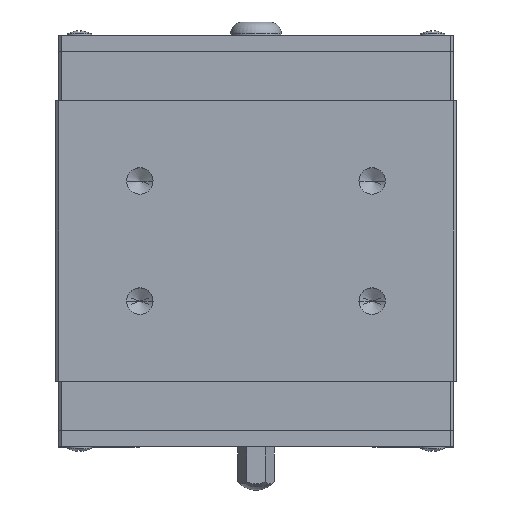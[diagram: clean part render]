
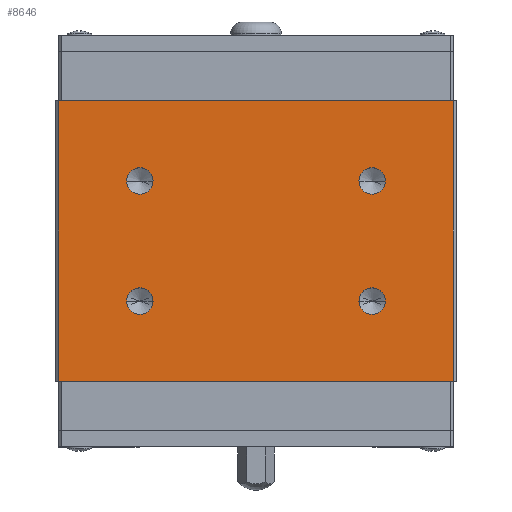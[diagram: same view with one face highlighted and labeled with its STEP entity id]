
A CAD part, top view. The second image highlights one B-rep face of the part: STEP entity #8646.
In plain terms, the highlighted planar face has unit normal (0, 0, 1).
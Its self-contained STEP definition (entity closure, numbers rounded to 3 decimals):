
#3080=EDGE_CURVE('',#7392,#8802,#9059,.T.);
#3148=EDGE_CURVE('',#4178,#7028,#9128,.T.);
#3262=VERTEX_POINT('',#9249);
#3326=VERTEX_POINT('',#9316);
#4178=VERTEX_POINT('',#10249);
#4210=EDGE_CURVE('',#7244,#3326,#10283,.T.);
#4442=EDGE_CURVE('',#7414,#4764,#10532,.T.);
#4624=VERTEX_POINT('',#10735);
#4764=VERTEX_POINT('',#10898);
#5206=EDGE_CURVE('',#4624,#3262,#11389,.T.);
#5900=EDGE_CURVE('',#3262,#4624,#12152,.T.);
#5926=VERTEX_POINT('',#12180);
#6068=EDGE_CURVE('',#7392,#5926,#12332,.T.);
#6278=EDGE_CURVE('',#3326,#7244,#12567,.T.);
#6594=EDGE_CURVE('',#5926,#6710,#12911,.T.);
#6710=VERTEX_POINT('',#13036);
#6826=EDGE_CURVE('',#7028,#4178,#13169,.T.);
#7028=VERTEX_POINT('',#13389);
#7198=EDGE_CURVE('',#8802,#6710,#13578,.T.);
#7244=VERTEX_POINT('',#13625);
#7364=EDGE_CURVE('',#4764,#7414,#13758,.T.);
#7392=VERTEX_POINT('',#13789);
#7414=VERTEX_POINT('',#13811);
#8646=ADVANCED_FACE('',(#15168,#15169,#15170,#15171,#15172),#15173,.T.);
#8802=VERTEX_POINT('',#15346);
#9059=LINE('',#15634,#15635);
#9128=CIRCLE('',#15747,1.65);
#9249=CARTESIAN_POINT('',(12.85,33.2,17.0));
#9316=CARTESIAN_POINT('',(12.85,18.2,17.0));
#10249=CARTESIAN_POINT('',(-16.15,33.2,17.0));
#10283=CIRCLE('',#17430,1.65);
#10532=CIRCLE('',#17823,1.65);
#10735=CARTESIAN_POINT('',(16.15,33.2,17.0));
#10898=CARTESIAN_POINT('',(-12.85,18.2,17.0));
#11389=CIRCLE('',#19093,1.65);
#12152=CIRCLE('',#20278,1.65);
#12180=CARTESIAN_POINT('',(-24.6,8.2,17.0));
#12332=LINE('',#20541,#20542);
#12567=CIRCLE('',#20897,1.65);
#12911=LINE('',#21380,#21381);
#13036=CARTESIAN_POINT('',(24.6,8.2,17.0));
#13169=CIRCLE('',#21743,1.65);
#13389=CARTESIAN_POINT('',(-12.85,33.2,17.0));
#13578=LINE('',#22349,#22350);
#13625=CARTESIAN_POINT('',(16.15,18.2,17.0));
#13758=CIRCLE('',#22621,1.65);
#13789=CARTESIAN_POINT('',(-24.6,43.2,17.0));
#13811=CARTESIAN_POINT('',(-16.15,18.2,17.0));
#15168=FACE_BOUND('',#24662,.T.);
#15169=FACE_BOUND('',#24663,.T.);
#15170=FACE_OUTER_BOUND('',#24664,.T.);
#15171=FACE_BOUND('',#24665,.T.);
#15172=FACE_BOUND('',#24666,.T.);
#15173=PLANE('',#24667);
#15346=CARTESIAN_POINT('',(24.6,43.2,17.0));
#15634=CARTESIAN_POINT('',(-24.6,43.2,17.0));
#15635=VECTOR('',#25266,1.0);
#15747=AXIS2_PLACEMENT_3D('',#25301,#25302,#25303);
#17430=AXIS2_PLACEMENT_3D('',#26406,#26407,#26408);
#17823=AXIS2_PLACEMENT_3D('',#26660,#26661,#26662);
#19093=AXIS2_PLACEMENT_3D('',#27766,#27767,#27768);
#20278=AXIS2_PLACEMENT_3D('',#28553,#28554,#28555);
#20541=CARTESIAN_POINT('',(-24.6,43.2,17.0));
#20542=VECTOR('',#28734,1.0);
#20897=AXIS2_PLACEMENT_3D('',#28993,#28994,#28995);
#21380=CARTESIAN_POINT('',(-24.6,8.2,17.0));
#21381=VECTOR('',#29354,1.0);
#21743=AXIS2_PLACEMENT_3D('',#29661,#29662,#29663);
#22349=CARTESIAN_POINT('',(24.6,43.2,17.0));
#22350=VECTOR('',#30109,1.0);
#22621=AXIS2_PLACEMENT_3D('',#30266,#30267,#30268);
#24662=EDGE_LOOP('',(#31819,#31820));
#24663=EDGE_LOOP('',(#31821,#31822));
#24664=EDGE_LOOP('',(#31823,#31824,#31825,#31826));
#24665=EDGE_LOOP('',(#31827,#31828));
#24666=EDGE_LOOP('',(#31829,#31830));
#24667=AXIS2_PLACEMENT_3D('',#31831,#31832,#31833);
#25266=DIRECTION('',(1.0,0.0,0.0));
#25301=CARTESIAN_POINT('',(-14.5,33.2,17.0));
#25302=DIRECTION('',(0.0,0.0,-1.0));
#25303=DIRECTION('',(1.0,0.0,0.0));
#26406=CARTESIAN_POINT('',(14.5,18.2,17.0));
#26407=DIRECTION('',(0.0,0.0,-1.0));
#26408=DIRECTION('',(1.0,0.0,0.0));
#26660=CARTESIAN_POINT('',(-14.5,18.2,17.0));
#26661=DIRECTION('',(0.0,0.0,-1.0));
#26662=DIRECTION('',(1.0,0.0,0.0));
#27766=CARTESIAN_POINT('',(14.5,33.2,17.0));
#27767=DIRECTION('',(0.0,0.0,-1.0));
#27768=DIRECTION('',(1.0,0.0,0.0));
#28553=CARTESIAN_POINT('',(14.5,33.2,17.0));
#28554=DIRECTION('',(0.0,0.0,-1.0));
#28555=DIRECTION('',(1.0,0.0,0.0));
#28734=DIRECTION('',(0.0,-1.0,0.0));
#28993=CARTESIAN_POINT('',(14.5,18.2,17.0));
#28994=DIRECTION('',(0.0,0.0,-1.0));
#28995=DIRECTION('',(1.0,0.0,0.0));
#29354=DIRECTION('',(1.0,0.0,0.0));
#29661=CARTESIAN_POINT('',(-14.5,33.2,17.0));
#29662=DIRECTION('',(0.0,0.0,-1.0));
#29663=DIRECTION('',(1.0,0.0,0.0));
#30109=DIRECTION('',(0.0,-1.0,0.0));
#30266=CARTESIAN_POINT('',(-14.5,18.2,17.0));
#30267=DIRECTION('',(0.0,0.0,-1.0));
#30268=DIRECTION('',(1.0,0.0,0.0));
#31819=ORIENTED_EDGE('',*,*,#7364,.T.);
#31820=ORIENTED_EDGE('',*,*,#4442,.T.);
#31821=ORIENTED_EDGE('',*,*,#6826,.T.);
#31822=ORIENTED_EDGE('',*,*,#3148,.T.);
#31823=ORIENTED_EDGE('',*,*,#6594,.T.);
#31824=ORIENTED_EDGE('',*,*,#7198,.F.);
#31825=ORIENTED_EDGE('',*,*,#3080,.F.);
#31826=ORIENTED_EDGE('',*,*,#6068,.T.);
#31827=ORIENTED_EDGE('',*,*,#5206,.T.);
#31828=ORIENTED_EDGE('',*,*,#5900,.T.);
#31829=ORIENTED_EDGE('',*,*,#4210,.T.);
#31830=ORIENTED_EDGE('',*,*,#6278,.T.);
#31831=CARTESIAN_POINT('',(-24.6,43.2,17.0));
#31832=DIRECTION('',(0.0,0.0,1.0));
#31833=DIRECTION('',(-1.0,0.0,-0.0));
